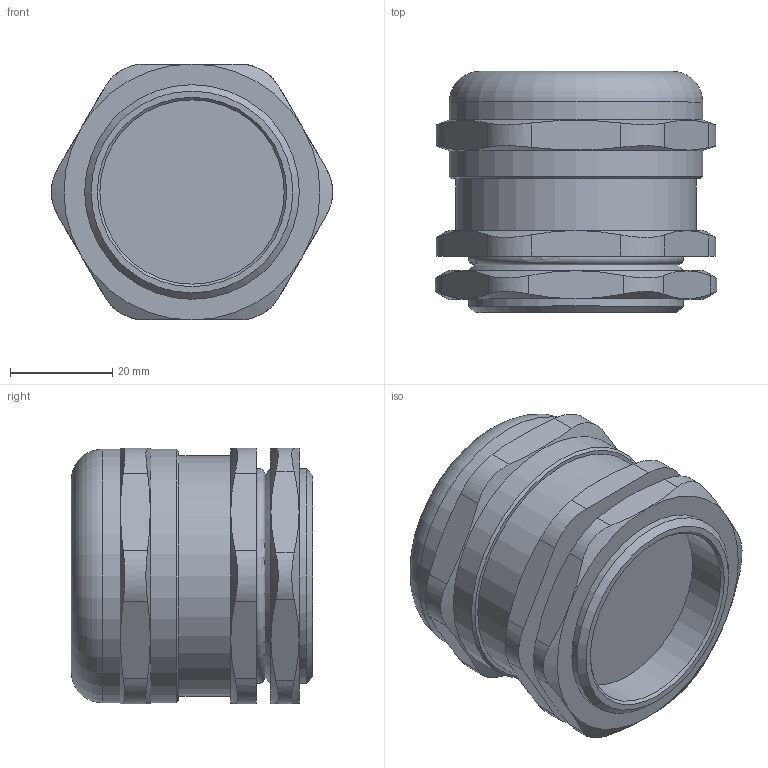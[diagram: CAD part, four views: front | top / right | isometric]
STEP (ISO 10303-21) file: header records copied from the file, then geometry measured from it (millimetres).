
FILE_DESCRIPTION(/* description */ (''),/* implementation_level */ '2;1');
FILE_NAME(/* name */ 'ЗЭТА G 1 1(4 (25-33 мм).stp',/* time_stamp */ '2023-03-30T14:23:47+07:00',/* author */ ('zeta-09'),/* organization */ (''),/* preprocessor_version */ 'ST-DEVELOPER v18.1',/* originating_system */ 'Autodesk Inventor 2021',/* authorisation */ '');
FILE_SCHEMA (('AUTOMOTIVE_DESIGN { 1 0 10303 214 3 1 1 }'));
Length unit declared in the file: millimetre
Products named in the file (1): Деталь11
Bounding box: 54.93 x 47.12 x 50 mm (x, y, z)
Volume: 78787 mm3; surface area: 14003.1 mm2
Topology: 1 solids, 1 shells, 78 faces, 187 edges, 118 vertices
Faces by surface type: plane 27, cylinder 24, cone 24, torus 3
Full cylindrical faces by diameter (mm): 36 x1, 41.91 x2, 47 x1, 49.5 x2
Entity records: 2587 total; most frequent: CARTESIAN_POINT 800, ORIENTED_EDGE 374, DIRECTION 318, EDGE_CURVE 187, AXIS2_PLACEMENT_3D 132, VERTEX_POINT 118, EDGE_LOOP 85, FACE_OUTER_BOUND 78
